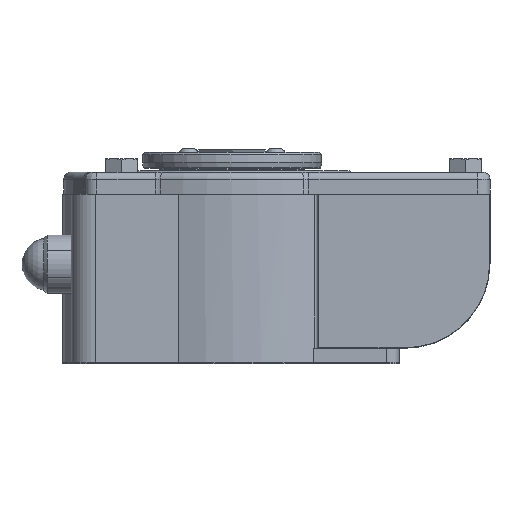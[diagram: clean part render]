
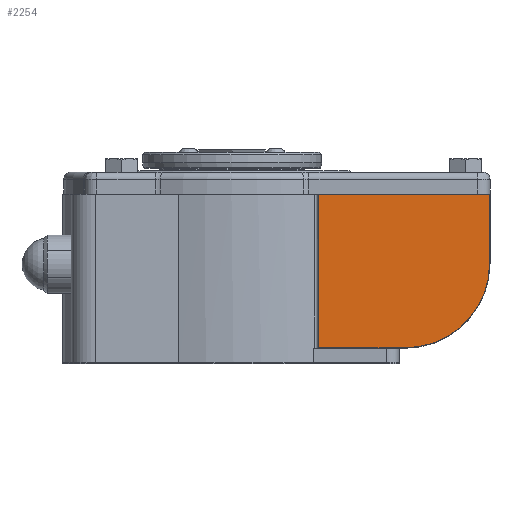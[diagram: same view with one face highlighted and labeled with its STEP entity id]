
A CAD part, left-side view. The second image highlights one B-rep face of the part: STEP entity #2254.
In plain terms, the highlighted planar face has unit normal (-1, 0, 0).
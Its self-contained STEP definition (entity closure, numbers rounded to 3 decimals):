
#2254 = ADVANCED_FACE( '', ( #5776 ), #5777, .T. );
#5776 = FACE_OUTER_BOUND( '', #11739, .T. );
#5777 = PLANE( '', #11740 );
#11739 = EDGE_LOOP( '', ( #23232, #23233, #23234, #23235, #23236 ) );
#11740 = AXIS2_PLACEMENT_3D( '', #23237, #23238, #23239 );
#23232 = ORIENTED_EDGE( '', *, *, #36127, .F. );
#23233 = ORIENTED_EDGE( '', *, *, #36128, .F. );
#23234 = ORIENTED_EDGE( '', *, *, #36129, .F. );
#23235 = ORIENTED_EDGE( '', *, *, #36130, .T. );
#23236 = ORIENTED_EDGE( '', *, *, #36131, .F. );
#23237 = CARTESIAN_POINT( '', ( -65., -111.334, 5.413 ) );
#23238 = DIRECTION( '', ( -1., 0., 0. ) );
#23239 = DIRECTION( '', ( 0., 0., 1. ) );
#36127 = EDGE_CURVE( '', #42823, #42824, #42825, .F. );
#36128 = EDGE_CURVE( '', #42826, #42823, #42827, .F. );
#36129 = EDGE_CURVE( '', #42828, #42826, #42829, .T. );
#36130 = EDGE_CURVE( '', #42828, #42830, #42831, .T. );
#36131 = EDGE_CURVE( '', #42824, #42830, #42832, .F. );
#42823 = VERTEX_POINT( '', #53656 );
#42824 = VERTEX_POINT( '', #53657 );
#42825 = LINE( '', #53658, #53659 );
#42826 = VERTEX_POINT( '', #53660 );
#42827 = CIRCLE( '', #53661, 34.328 );
#42828 = VERTEX_POINT( '', #53662 );
#42829 = LINE( '', #53663, #53664 );
#42830 = VERTEX_POINT( '', #53665 );
#42831 = LINE( '', #53666, #53667 );
#42832 = LINE( '', #53668, #53669 );
#53656 = CARTESIAN_POINT( '', ( -65., -70.5, 9.172 ) );
#53657 = CARTESIAN_POINT( '', ( -65., -35.172, 9.172 ) );
#53658 = CARTESIAN_POINT( '', ( -65., -35., 9.172 ) );
#53659 = VECTOR( '', #66586, 1000. );
#53660 = CARTESIAN_POINT( '', ( -65., -104.828, 43.5 ) );
#53661 = AXIS2_PLACEMENT_3D( '', #66587, #66588, #66589 );
#53662 = CARTESIAN_POINT( '', ( -65., -104.828, 71.679 ) );
#53663 = CARTESIAN_POINT( '', ( -65., -104.828, 75. ) );
#53664 = VECTOR( '', #66590, 1000. );
#53665 = CARTESIAN_POINT( '', ( -65., -35.172, 71.679 ) );
#53666 = CARTESIAN_POINT( '', ( -65., -111.334, 71.679 ) );
#53667 = VECTOR( '', #66591, 1000. );
#53668 = CARTESIAN_POINT( '', ( -65., -35.172, 75. ) );
#53669 = VECTOR( '', #66592, 1000. );
#66586 = DIRECTION( '', ( 0., -1., 0. ) );
#66587 = CARTESIAN_POINT( '', ( -65., -70.5, 43.5 ) );
#66588 = DIRECTION( '', ( -1., 0., 0. ) );
#66589 = DIRECTION( '', ( 0., 0., 1. ) );
#66590 = DIRECTION( '', ( 0., 0., -1. ) );
#66591 = DIRECTION( '', ( 0., 1., 0. ) );
#66592 = DIRECTION( '', ( 0., 0., -1. ) );
